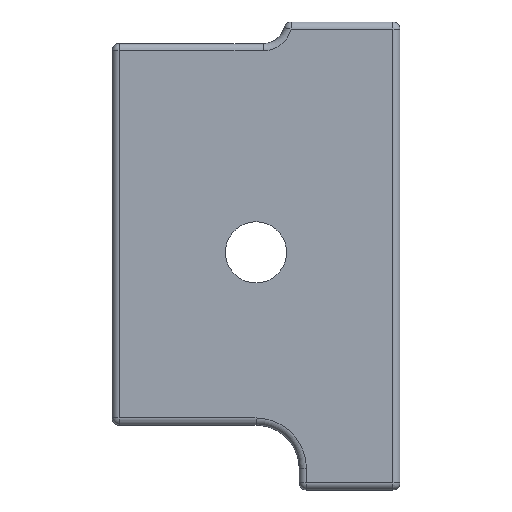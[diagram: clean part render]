
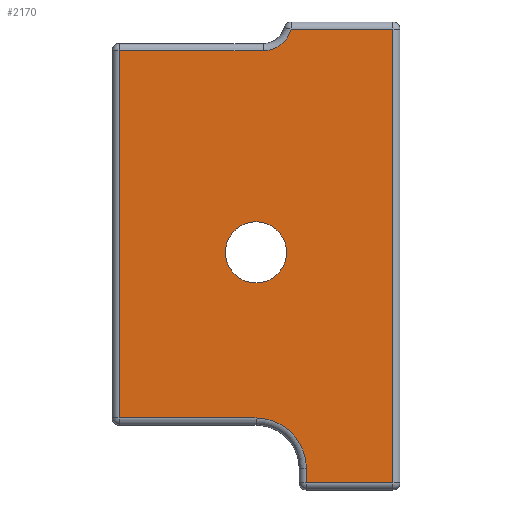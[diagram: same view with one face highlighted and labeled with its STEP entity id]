
A CAD part, front view. The second image highlights one B-rep face of the part: STEP entity #2170.
In plain terms, the highlighted planar face has unit normal (0, -1, 0).
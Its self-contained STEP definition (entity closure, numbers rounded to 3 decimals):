
#68=FACE_BOUND('',#717,.T.);
#88=PLANE('',#2425);
#141=LINE('',#3654,#290);
#143=LINE('',#3672,#292);
#144=LINE('',#3680,#293);
#147=LINE('',#3691,#296);
#196=LINE('',#3985,#345);
#197=LINE('',#3987,#346);
#198=LINE('',#3988,#347);
#290=VECTOR('',#2661,10.);
#292=VECTOR('',#2685,10.);
#293=VECTOR('',#2696,10.);
#296=VECTOR('',#2711,10.);
#345=VECTOR('',#2982,10.);
#346=VECTOR('',#2983,10.);
#347=VECTOR('',#2984,10.);
#565=FACE_OUTER_BOUND('',#716,.T.);
#716=EDGE_LOOP('',(#1788,#1789,#1790,#1791,#1792,#1793,#1794,#1795,#1796));
#717=EDGE_LOOP('',(#1797));
#828=CIRCLE('',#2290,4.);
#837=CIRCLE('',#2306,7.);
#904=CIRCLE('',#2426,4.25);
#987=VERTEX_POINT('',#3644);
#988=VERTEX_POINT('',#3648);
#989=VERTEX_POINT('',#3652);
#992=VERTEX_POINT('',#3664);
#994=VERTEX_POINT('',#3670);
#995=VERTEX_POINT('',#3674);
#996=VERTEX_POINT('',#3678);
#1072=VERTEX_POINT('',#3984);
#1073=VERTEX_POINT('',#3986);
#1074=VERTEX_POINT('',#3989);
#1188=EDGE_CURVE('',#988,#987,#828,.T.);
#1190=EDGE_CURVE('',#989,#988,#141,.T.);
#1199=EDGE_CURVE('',#994,#992,#143,.T.);
#1201=EDGE_CURVE('',#995,#994,#837,.T.);
#1203=EDGE_CURVE('',#996,#995,#144,.T.);
#1209=EDGE_CURVE('',#992,#989,#147,.T.);
#1328=EDGE_CURVE('',#1072,#996,#196,.T.);
#1329=EDGE_CURVE('',#1073,#1072,#197,.T.);
#1330=EDGE_CURVE('',#987,#1073,#198,.T.);
#1331=EDGE_CURVE('',#1074,#1074,#904,.T.);
#1788=ORIENTED_EDGE('',*,*,#1190,.F.);
#1789=ORIENTED_EDGE('',*,*,#1209,.F.);
#1790=ORIENTED_EDGE('',*,*,#1199,.F.);
#1791=ORIENTED_EDGE('',*,*,#1201,.F.);
#1792=ORIENTED_EDGE('',*,*,#1203,.F.);
#1793=ORIENTED_EDGE('',*,*,#1328,.F.);
#1794=ORIENTED_EDGE('',*,*,#1329,.F.);
#1795=ORIENTED_EDGE('',*,*,#1330,.F.);
#1796=ORIENTED_EDGE('',*,*,#1188,.F.);
#1797=ORIENTED_EDGE('',*,*,#1331,.F.);
#2170=ADVANCED_FACE('',(#565,#68),#88,.F.);
#2290=AXIS2_PLACEMENT_3D('',#3650,#2655,#2656);
#2306=AXIS2_PLACEMENT_3D('',#3676,#2690,#2691);
#2425=AXIS2_PLACEMENT_3D('',#3983,#2980,#2981);
#2426=AXIS2_PLACEMENT_3D('',#3990,#2985,#2986);
#2655=DIRECTION('center_axis',(0.,-1.,0.));
#2656=DIRECTION('ref_axis',(0.577,0.,-0.816));
#2661=DIRECTION('',(1.,0.,0.));
#2685=DIRECTION('',(-1.,0.,0.));
#2690=DIRECTION('center_axis',(0.,-1.,0.));
#2691=DIRECTION('ref_axis',(0.707,0.,0.707));
#2696=DIRECTION('',(0.,0.,1.));
#2711=DIRECTION('',(0.,0.,1.));
#2980=DIRECTION('center_axis',(0.,1.,0.));
#2981=DIRECTION('ref_axis',(-1.,0.,0.));
#2982=DIRECTION('',(-1.,0.,0.));
#2983=DIRECTION('',(0.,0.,-1.));
#2984=DIRECTION('',(1.,0.,0.));
#2985=DIRECTION('center_axis',(0.,-1.,0.));
#2986=DIRECTION('ref_axis',(-1.,0.,0.));
#3644=CARTESIAN_POINT('',(4.84,20.335,106.));
#3648=CARTESIAN_POINT('',(0.967,20.335,103.));
#3650=CARTESIAN_POINT('Origin',(0.967,20.335,107.));
#3652=CARTESIAN_POINT('',(-19.033,20.335,103.));
#3654=CARTESIAN_POINT('',(-10.033,20.335,103.));
#3664=CARTESIAN_POINT('',(-19.033,20.335,52.));
#3670=CARTESIAN_POINT('',(-0.033,20.335,52.));
#3672=CARTESIAN_POINT('',(9.967,20.335,52.));
#3674=CARTESIAN_POINT('',(6.967,20.335,45.));
#3676=CARTESIAN_POINT('Origin',(-0.033,20.335,45.));
#3678=CARTESIAN_POINT('',(6.967,20.335,43.));
#3680=CARTESIAN_POINT('',(6.967,20.335,89.5));
#3691=CARTESIAN_POINT('',(-19.033,20.335,63.));
#3983=CARTESIAN_POINT('Origin',(-0.033,20.335,75.));
#3984=CARTESIAN_POINT('',(18.967,20.335,43.));
#3985=CARTESIAN_POINT('',(-0.033,20.335,43.));
#3986=CARTESIAN_POINT('',(18.967,20.335,106.));
#3987=CARTESIAN_POINT('',(18.967,20.335,87.));
#3988=CARTESIAN_POINT('',(6.467,20.335,106.));
#3989=CARTESIAN_POINT('',(4.217,20.335,75.));
#3990=CARTESIAN_POINT('Origin',(-0.033,20.335,75.));
